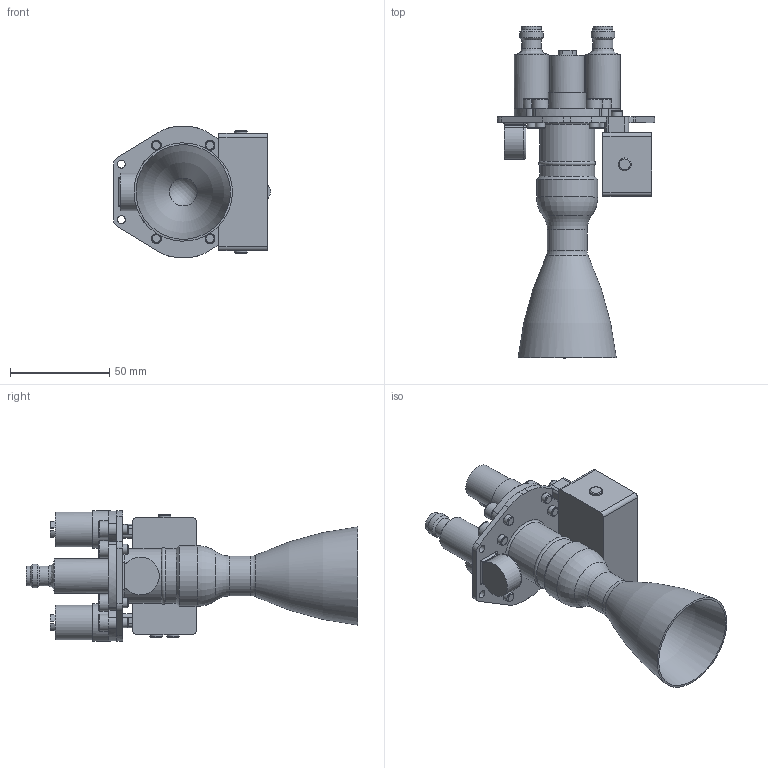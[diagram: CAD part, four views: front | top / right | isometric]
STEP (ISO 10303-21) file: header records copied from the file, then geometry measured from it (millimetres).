
FILE_DESCRIPTION (( 'STEP AP214' ), '1' );
FILE_NAME ('DA05_Defeatured.STEP', '2021-12-17T01:40:05', ( '' ), ( '' ), 'SwSTEP 2.0', 'SolidWorks 2019', '' );
FILE_SCHEMA (( 'AUTOMOTIVE_DESIGN' ));
Length unit declared in the file: millimetre
Products named in the file (1): DA05_Defeatured
Bounding box: 79.18 x 167.3 x 66 mm (x, y, z)
Volume: 145836.8 mm3; surface area: 46417.9 mm2
Topology: 1 solids, 1 shells, 1756 faces, 4863 edges, 3245 vertices
Faces by surface type: plane 699, cylinder 597, bspline 422, cone 22, torus 15, sphere 1
Full cylindrical faces by diameter (mm): 4 x3, 5 x8, 5.5 x2, 6.5 x3, 6.604 x2, 8.5 x4, 10 x4, 12 x2, 17.5 x4, 19 x2, 20 x1, 27.6 x2, 30.8 x1
Entity records: 100038 total; most frequent: CARTESIAN_POINT 39117, ORIENTED_EDGE 9476, DIRECTION 7700, EDGE_CURVE 4738, VERTEX_POINT 3196, AXIS2_PLACEMENT_3D 2573, LINE 2554, VECTOR 2554
